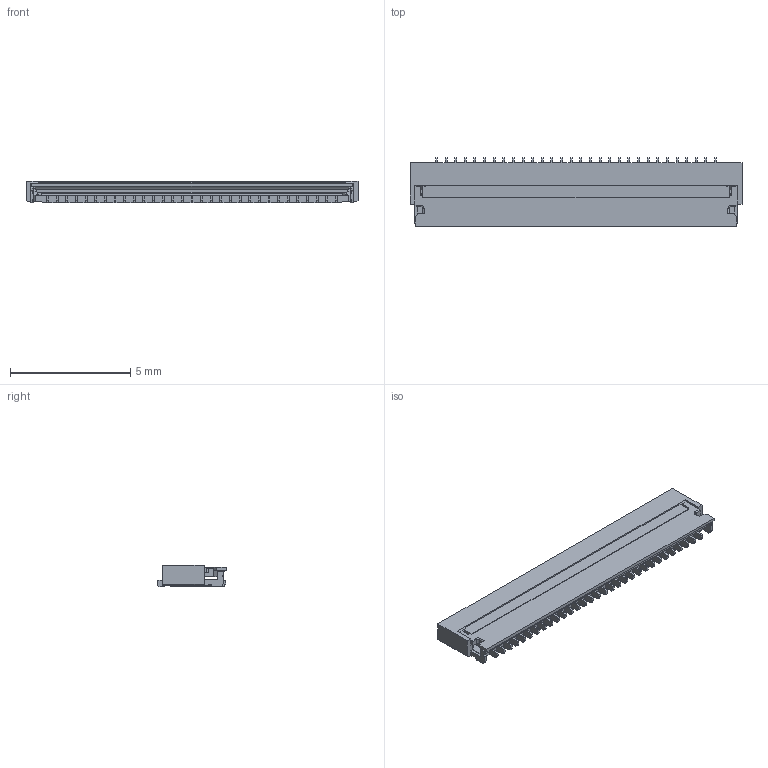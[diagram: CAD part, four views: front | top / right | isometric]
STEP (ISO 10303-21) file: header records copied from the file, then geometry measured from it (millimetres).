
FILE_DESCRIPTION(('CoCreate Modeling STEP Export'),'2;1');
FILE_NAME('FH43B-61S-0.2SHW.stp','2013-10-21T11:51:19',(''),(''),'CoCreate Modeling STEP processor for AP214 (Solid Model)','CoCreate Modeling 17.0 01-Apr-2010 (C) Parametric Technology GmbH','');
FILE_SCHEMA(('AUTOMOTIVE_DESIGN { 1 0 10303 214 1 1 1 1 }'));
Length unit declared in the file: millimetre
Products named in the file (1): FH43B-61S-0.2SHW
Bounding box: 13.8 x 2.85 x 0.9 mm (x, y, z)
Volume: 25 mm3; surface area: 156.2 mm2
Topology: 1 solids, 1 shells, 911 faces, 2717 edges, 1804 vertices
Faces by surface type: plane 666, cylinder 243, torus 2
Entity records: 29729 total; most frequent: ORIENTED_EDGE 5434, CARTESIAN_POINT 5273, DIRECTION 4741, EDGE_CURVE 2717, VECTOR 2197, LINE 2197, VERTEX_POINT 1804, AXIS2_PLACEMENT_3D 1272
